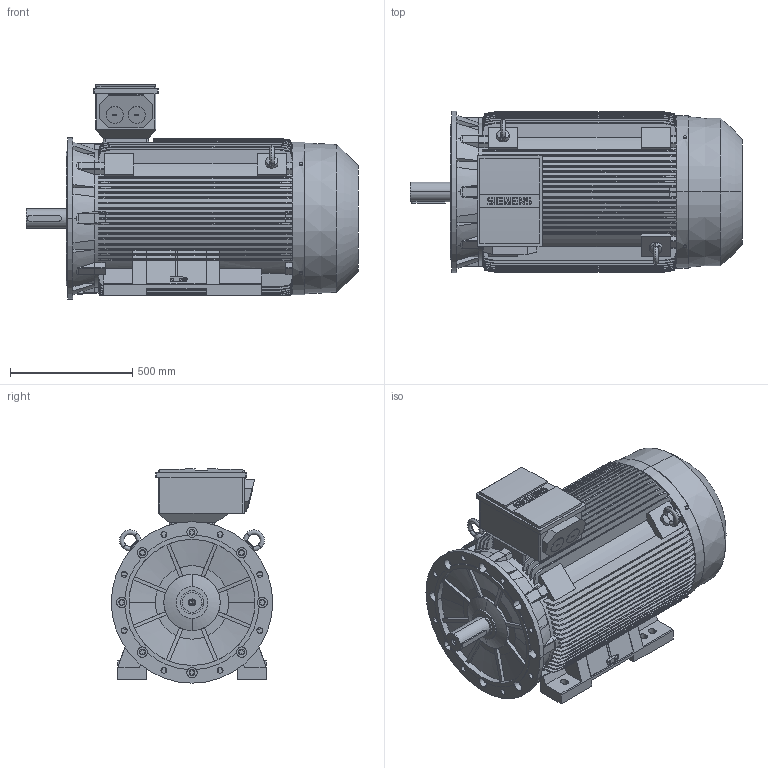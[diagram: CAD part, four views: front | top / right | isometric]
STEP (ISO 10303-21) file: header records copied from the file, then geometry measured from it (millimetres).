
FILE_DESCRIPTION(('STEP AP214'),'1');
FILE_NAME('cctmp_B03A4172-6611-4ABD-BB33-EE0B1BBD4F4E_2023_06_26_11_02_27_0612..stp','2023-06-26T09:02:28',('SIEMENS A&D'),('CADClick - www.CADClick.com'),'Spatial InterOp 3D',' ','unknown authorization');
FILE_SCHEMA(('AUTOMOTIVE_DESIGN'));
Length unit declared in the file: millimetre
Products named in the file (1): 1
Bounding box: 1357 x 660 x 876 mm (x, y, z)
Volume: 354946537 mm3; surface area: 8388841.3 mm2
Topology: 9 solids, 9 shells, 1597 faces, 4443 edges, 2909 vertices
Faces by surface type: plane 847, cylinder 410, torus 284, cone 56
Entity records: 74169 total; most frequent: CARTESIAN_POINT 21192, ORIENTED_EDGE 8874, DIRECTION 7817, EDGE_CURVE 4437, VERTEX_POINT 2909, AXIS2_PLACEMENT_3D 2712, LINE 2393, VECTOR 2393
